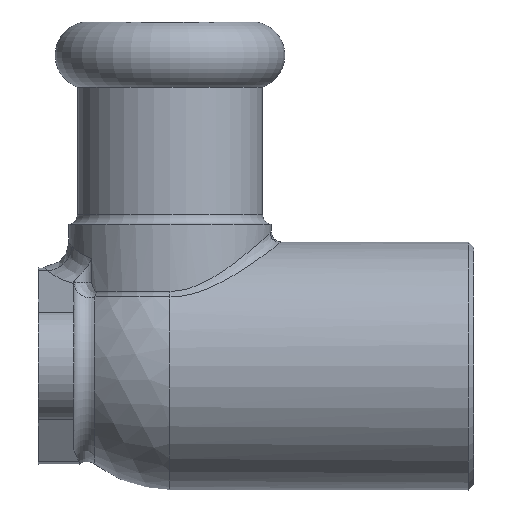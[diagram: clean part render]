
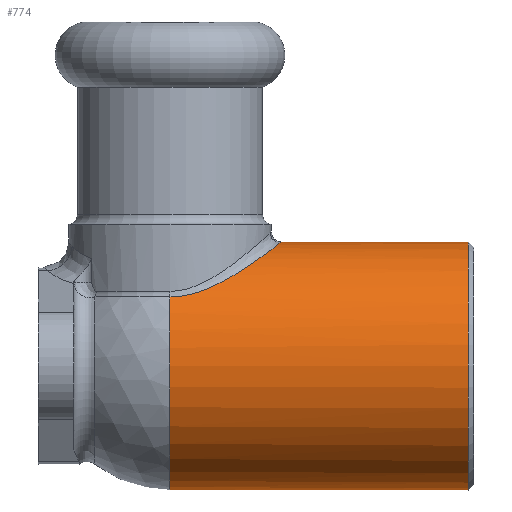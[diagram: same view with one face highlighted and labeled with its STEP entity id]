
A CAD part, left-side view. The second image highlights one B-rep face of the part: STEP entity #774.
In plain terms, the highlighted cylindrical face has radius 12.25 mm (diameter 24.5 mm), a full revolution.
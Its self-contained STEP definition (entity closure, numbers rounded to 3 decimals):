
#27=B_SPLINE_CURVE_WITH_KNOTS('',3,(#1419,#1420,#1421,#1422,#1423,#1424,
#1425,#1426,#1427,#1428,#1429,#1430,#1431,#1432),.UNSPECIFIED.,.F.,.F.,
(4,1,1,1,1,1,1,1,1,1,1,4),(-3.69,-3.426,-3.228,
-3.163,-2.635,-2.108,-1.845,
-1.581,-1.054,-0.527,-0.264,
0.),.UNSPECIFIED.);
#73=LINE('',#1594,#105);
#105=VECTOR('',#1050,12.25);
#135=CYLINDRICAL_SURFACE('',#873,12.25);
#162=FACE_OUTER_BOUND('',#206,.T.);
#206=EDGE_LOOP('',(#596,#597,#598,#599,#600,#601,#602));
#276=CIRCLE('',#874,12.25);
#277=CIRCLE('',#875,12.25);
#278=CIRCLE('',#876,12.25);
#279=CIRCLE('',#877,12.25);
#330=VERTEX_POINT('',#1343);
#332=VERTEX_POINT('',#1418);
#342=VERTEX_POINT('',#1589);
#343=VERTEX_POINT('',#1590);
#344=VERTEX_POINT('',#1593);
#423=EDGE_CURVE('',#330,#332,#27,.T.);
#438=EDGE_CURVE('',#342,#343,#276,.T.);
#439=EDGE_CURVE('',#343,#342,#277,.T.);
#440=EDGE_CURVE('',#343,#344,#73,.T.);
#441=EDGE_CURVE('',#344,#332,#278,.T.);
#442=EDGE_CURVE('',#330,#344,#279,.T.);
#596=ORIENTED_EDGE('',*,*,#438,.F.);
#597=ORIENTED_EDGE('',*,*,#439,.F.);
#598=ORIENTED_EDGE('',*,*,#440,.T.);
#599=ORIENTED_EDGE('',*,*,#441,.T.);
#600=ORIENTED_EDGE('',*,*,#423,.F.);
#601=ORIENTED_EDGE('',*,*,#442,.T.);
#602=ORIENTED_EDGE('',*,*,#440,.F.);
#774=ADVANCED_FACE('',(#162),#135,.T.);
#873=AXIS2_PLACEMENT_3D('',#1588,#1044,#1045);
#874=AXIS2_PLACEMENT_3D('',#1591,#1046,#1047);
#875=AXIS2_PLACEMENT_3D('',#1592,#1048,#1049);
#876=AXIS2_PLACEMENT_3D('',#1595,#1051,#1052);
#877=AXIS2_PLACEMENT_3D('',#1596,#1053,#1054);
#1044=DIRECTION('center_axis',(0.,-1.,0.));
#1045=DIRECTION('ref_axis',(1.,0.,0.));
#1046=DIRECTION('center_axis',(0.,-1.,0.));
#1047=DIRECTION('ref_axis',(-1.,0.,0.));
#1048=DIRECTION('center_axis',(0.,-1.,0.));
#1049=DIRECTION('ref_axis',(-1.,0.,0.));
#1050=DIRECTION('',(0.,1.,0.));
#1051=DIRECTION('center_axis',(0.,-1.,0.));
#1052=DIRECTION('ref_axis',(1.,0.,0.));
#1053=DIRECTION('center_axis',(0.,-1.,0.));
#1054=DIRECTION('ref_axis',(1.,0.,0.));
#1343=CARTESIAN_POINT('',(-10.17,0.,6.829));
#1418=CARTESIAN_POINT('',(10.17,0.,6.829));
#1419=CARTESIAN_POINT('Ctrl Pts',(-10.17,0.,6.829));
#1420=CARTESIAN_POINT('Ctrl Pts',(-10.17,-0.878,
6.829));
#1421=CARTESIAN_POINT('Ctrl Pts',(-9.992,-2.403,7.102));
#1422=CARTESIAN_POINT('Ctrl Pts',(-9.516,-3.949,7.726));
#1423=CARTESIAN_POINT('Ctrl Pts',(-8.595,-6.106,8.785));
#1424=CARTESIAN_POINT('Ctrl Pts',(-6.717,-8.709,10.515));
#1425=CARTESIAN_POINT('Ctrl Pts',(-3.256,-10.677,12.));
#1426=CARTESIAN_POINT('Ctrl Pts',(0.,-11.108,
12.334));
#1427=CARTESIAN_POINT('Ctrl Pts',(3.254,-10.678,12.001));
#1428=CARTESIAN_POINT('Ctrl Pts',(6.72,-8.706,10.515));
#1429=CARTESIAN_POINT('Ctrl Pts',(8.926,-5.648,8.481));
#1430=CARTESIAN_POINT('Ctrl Pts',(9.971,-2.625,7.139));
#1431=CARTESIAN_POINT('Ctrl Pts',(10.17,-0.878,6.829));
#1432=CARTESIAN_POINT('Ctrl Pts',(10.17,0.,
6.829));
#1588=CARTESIAN_POINT('Origin',(0.,-15.,0.));
#1589=CARTESIAN_POINT('',(12.25,-29.5,0.));
#1590=CARTESIAN_POINT('',(-12.25,-29.5,0.));
#1591=CARTESIAN_POINT('Origin',(0.,-29.5,0.));
#1592=CARTESIAN_POINT('Origin',(0.,-29.5,0.));
#1593=CARTESIAN_POINT('',(-12.25,0.,0.));
#1594=CARTESIAN_POINT('',(-12.25,-15.,0.));
#1595=CARTESIAN_POINT('Origin',(0.,0.,0.));
#1596=CARTESIAN_POINT('Origin',(0.,0.,0.));
